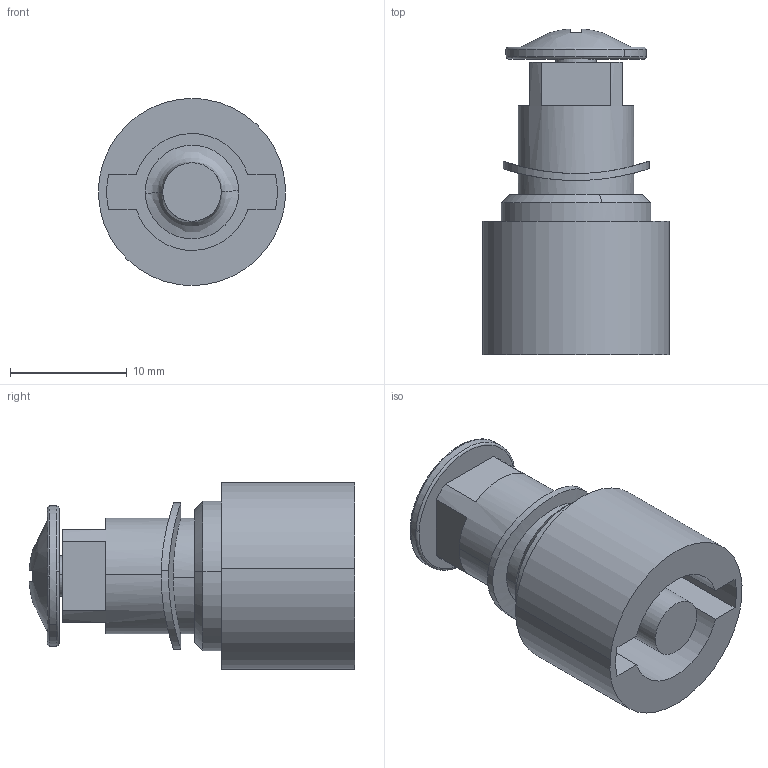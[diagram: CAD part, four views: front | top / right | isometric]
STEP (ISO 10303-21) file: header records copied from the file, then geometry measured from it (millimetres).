
FILE_DESCRIPTION((''),'2;1');
FILE_NAME('','2006-10-27T18:49:10',(''),(''),'','CADfix','');
FILE_SCHEMA(('AUTOMOTIVE_DESIGN'));
Length unit declared in the file: millimetre
Products named in the file (1): shaft
Bounding box: 15.97 x 27.86 x 16 mm (x, y, z)
Volume: 3093.5 mm3; surface area: 2146.9 mm2
Topology: 1 solids, 1 shells, 68 faces, 207 edges, 151 vertices
Faces by surface type: bspline 68
Entity records: 3014 total; most frequent: CARTESIAN_POINT 1869, ORIENTED_EDGE 414, EDGE_CURVE 207, VERTEX_POINT 151, QUASI_UNIFORM_CURVE 78, EDGE_LOOP 78, FACE_OUTER_BOUND 68, ADVANCED_FACE 68
